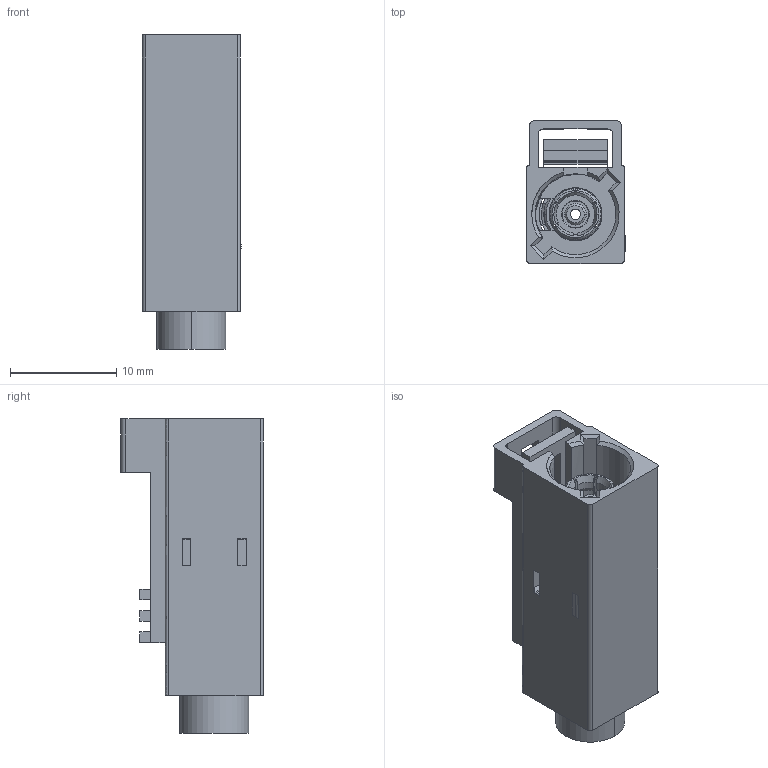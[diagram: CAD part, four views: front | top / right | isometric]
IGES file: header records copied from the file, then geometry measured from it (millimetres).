
Start section:  PTC IGES file: fa1-ncsj-c04-0.igs
Global section: file name: fa1-ncsj-c04-0.igs; native system: Pro/ENGINEER by Parametric Technology Corporation; preprocessor: 2010280; author: rkarthik; organization: Unknown; date: 20110919.104118; units: millimetre
Bounding box: 9.3 x 13.4 x 29.5 mm (x, y, z)
Surface area: 3198.8 mm2 (no closed solid volume)
Topology: 0 solids, 0 shells, 256 faces, 2724 edges, 2724 vertices
Faces by surface type: bspline 165, revolution 91
